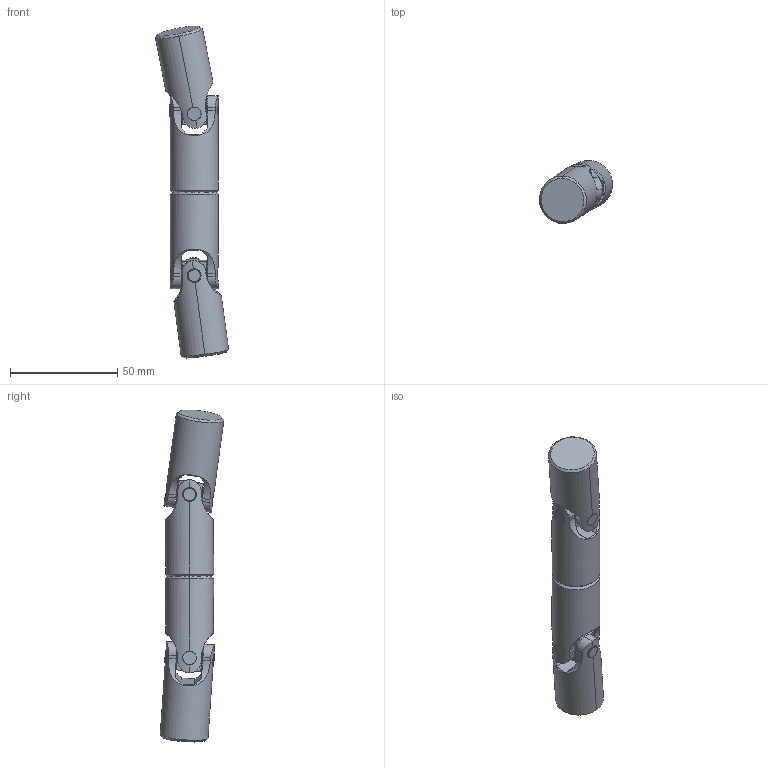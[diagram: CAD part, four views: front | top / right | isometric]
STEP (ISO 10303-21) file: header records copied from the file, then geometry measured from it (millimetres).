
FILE_DESCRIPTION((''),'2;1');
FILE_NAME('DD-5_ASM','2013-05-02T',('ppetruska'),(''),'PRO/ENGINEER BY PARAMETRIC TECHNOLOGY CORPORATION, 2012480','PRO/ENGINEER BY PARAMETRIC TECHNOLOGY CORPORATION, 2012480','');
FILE_SCHEMA(('CONFIG_CONTROL_DESIGN'));
Length unit declared in the file: millimetre
Products named in the file (6): D-5-YOKE; D-5-BLOCK; D-5-MAIN_PIN_; D-5-HALF_PIN; D-5-RIVET_PIN; DD-5_ASM
Assembly tree (14 placements, depth 2):
  DD-5_ASM
    D-5-YOKE  x4
    D-5-BLOCK  x2
    D-5-MAIN_PIN_  x2
    D-5-HALF_PIN  x4
    D-5-RIVET_PIN  x2
Bounding box: 34.16 x 29.69 x 154.81 mm (x, y, z)
Volume: 53527.4 mm3; surface area: 19656.3 mm2
Topology: 14 solids, 14 shells, 202 faces, 488 edges, 300 vertices
Faces by surface type: cylinder 114, plane 64, cone 24
Entity records: 10770 total; most frequent: CARTESIAN_POINT 8970, DIRECTION 366, ORIENTED_EDGE 328, EDGE_CURVE 164, AXIS2_PLACEMENT_3D 147, VERTEX_POINT 100, EDGE_LOOP 78, VECTOR 72
